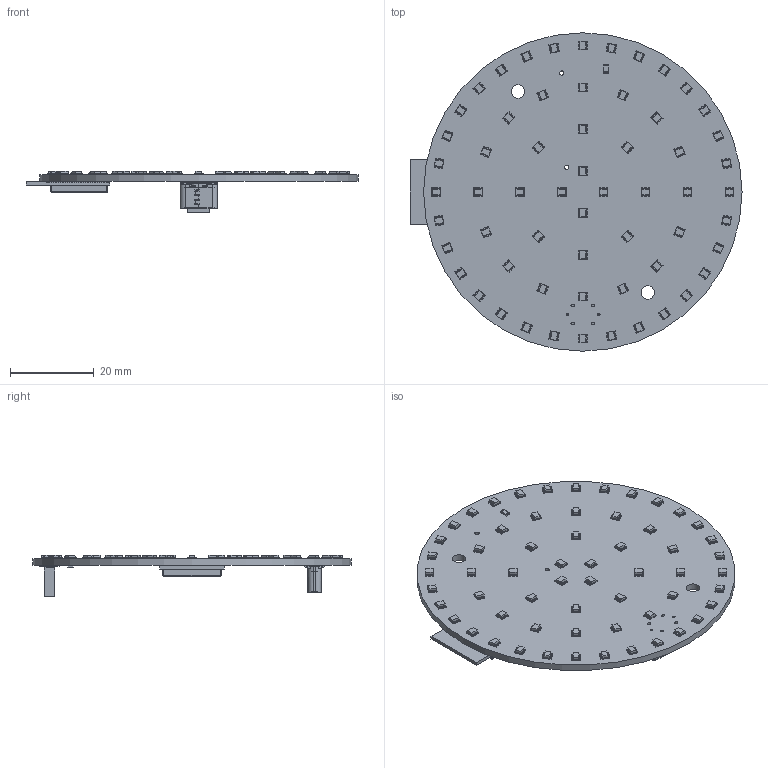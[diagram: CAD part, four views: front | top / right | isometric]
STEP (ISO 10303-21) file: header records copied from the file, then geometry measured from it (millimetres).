
FILE_DESCRIPTION(('KiCad electronic assembly'),'2;1');
FILE_NAME('Pomodoro_V7.step','2024-05-06T18:11:49',('Pcbnew'),('Kicad'), 'Open CASCADE STEP processor 7.7','KiCad to STEP converter','Unknown' );
FILE_SCHEMA(('AUTOMOTIVE_DESIGN { 1 0 10303 214 1 1 1 1 }'));
Length unit declared in the file: millimetre
Products named in the file (12): Pomodoro_V7 1; WS2812-2020; R_0805_2012Metric; ESP32-S2-MINI-1-N4; ESP32-S2-MINI-1; PinSocket_1x02_P2.54mm_Vertical_SMD_Pin1Right; PinSocket_1x02_P254mm_Vertical_SMD_Pin1Right; USB4120-03-C_REVA; USB4120-03-C; Pomodoro_V7_PCB
Assembly tree (71 placements, depth 3):
  Pomodoro_V7 1
    WS2812-2020  x60
      WS2812-2020
    R_0805_2012Metric  x2
      R_0805_2012Metric
    ESP32-S2-MINI-1-N4
      ESP32-S2-MINI-1
    PinSocket_1x02_P2.54mm_Vertical_SMD_Pin1Right
      PinSocket_1x02_P254mm_Vertical_SMD_Pin1Right
    USB4120-03-C_REVA
      USB4120-03-C
    Pomodoro_V7_PCB
Bounding box: 79.25 x 76 x 9.86 mm (x, y, z)
Volume: 7862.9 mm3; surface area: 12792.4 mm2
Topology: 177 solids, 177 shells, 5824 faces, 14733 edges, 9590 vertices
Faces by surface type: plane 4946, cylinder 846, bspline 16, cone 12, torus 4
Full cylindrical faces by diameter (mm): 0.52 x1, 1 x2, 3.2 x2, 76 x1
Entity records: 53093 total; most frequent: CARTESIAN_POINT 9270, ORIENTED_EDGE 8326, DIRECTION 8177, EDGE_CURVE 4163, LINE 3719, VECTOR 3719, VERTEX_POINT 2702, AXIS2_PLACEMENT_3D 2229
